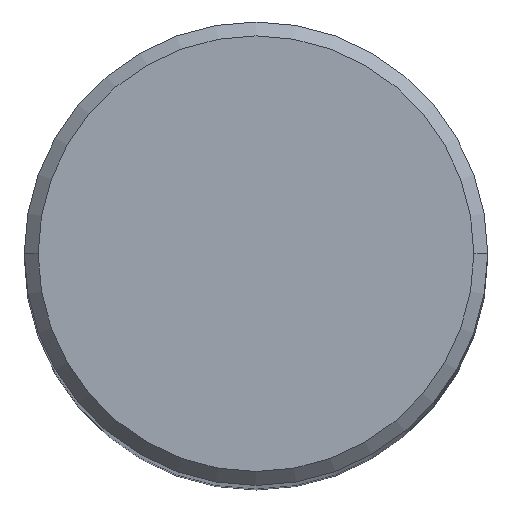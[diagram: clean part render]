
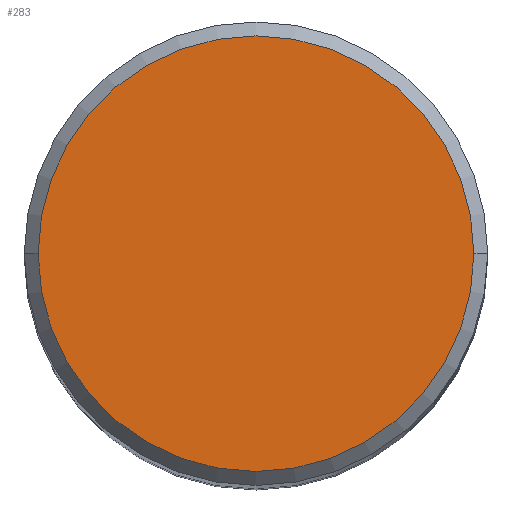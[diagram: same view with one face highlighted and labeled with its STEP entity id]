
A CAD part, top view. The second image highlights one B-rep face of the part: STEP entity #283.
In plain terms, the highlighted planar face has unit normal (0, 0, 1).
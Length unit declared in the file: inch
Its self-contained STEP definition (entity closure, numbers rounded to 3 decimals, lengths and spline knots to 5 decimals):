
#8 = CARTESIAN_POINT ( 'NONE',  ( 0., 0., 3. ) ) ;
#15 = DIRECTION ( 'NONE',  ( 1., 0., 0. ) ) ;
#31 = DIRECTION ( 'NONE',  ( 0., 0., 1. ) ) ;
#69 = AXIS2_PLACEMENT_3D ( 'NONE', #8, #31, #288 ) ;
#86 = DIRECTION ( 'NONE',  ( 1., 0., 0. ) ) ;
#87 = VERTEX_POINT ( 'NONE', #284 ) ;
#99 = CIRCLE ( 'NONE', #212, 0.235 ) ;
#115 = FACE_OUTER_BOUND ( 'NONE', #255, .T. ) ;
#120 = DIRECTION ( 'NONE',  ( 0., 0., 1. ) ) ;
#174 = VERTEX_POINT ( 'NONE', #218 ) ;
#175 = EDGE_CURVE ( 'NONE', #174, #87, #191, .T. ) ;
#191 = CIRCLE ( 'NONE', #69, 0.235 ) ;
#212 = AXIS2_PLACEMENT_3D ( 'NONE', #257, #120, #15 ) ;
#218 = CARTESIAN_POINT ( 'NONE',  ( 0.235, 0., 3. ) ) ;
#221 = ORIENTED_EDGE ( 'NONE', *, *, #241, .T. ) ;
#223 = DIRECTION ( 'NONE',  ( 0., 0., 1. ) ) ;
#241 = EDGE_CURVE ( 'NONE', #87, #174, #99, .T. ) ;
#250 = ORIENTED_EDGE ( 'NONE', *, *, #175, .T. ) ;
#255 = EDGE_LOOP ( 'NONE', ( #221, #250 ) ) ;
#257 = CARTESIAN_POINT ( 'NONE',  ( 0., 0., 3. ) ) ;
#283 = ADVANCED_FACE ( 'NONE', ( #115 ), #302, .T. ) ;
#284 = CARTESIAN_POINT ( 'NONE',  ( -0.235, 0., 3. ) ) ;
#288 = DIRECTION ( 'NONE',  ( 1., 0., 0. ) ) ;
#302 = PLANE ( 'NONE',  #306 ) ;
#306 = AXIS2_PLACEMENT_3D ( 'NONE', #318, #223, #86 ) ;
#318 = CARTESIAN_POINT ( 'NONE',  ( 0., 0., 3. ) ) ;
